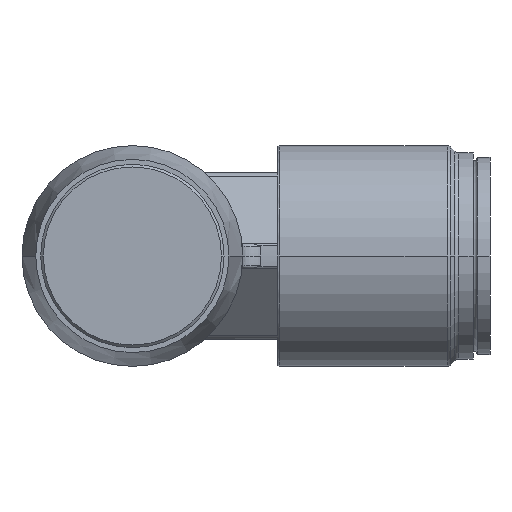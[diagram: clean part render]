
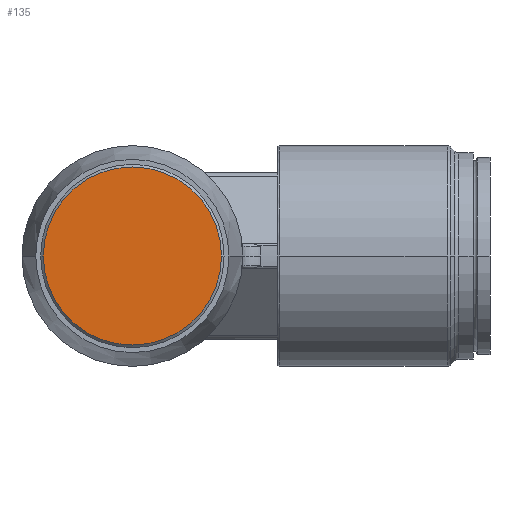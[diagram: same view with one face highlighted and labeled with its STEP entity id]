
A CAD part, left-side view. The second image highlights one B-rep face of the part: STEP entity #135.
In plain terms, the highlighted planar face has unit normal (-1, 0, 0).
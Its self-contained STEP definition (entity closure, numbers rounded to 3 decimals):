
#135=ADVANCED_FACE('',(#344),#345,.T.);
#344=FACE_OUTER_BOUND('',#580,.T.);
#345=PLANE('',#581);
#580=EDGE_LOOP('',(#1362,#1363));
#581=AXIS2_PLACEMENT_3D('',#1364,#1365,#1366);
#1362=ORIENTED_EDGE('',*,*,#1635,.T.);
#1363=ORIENTED_EDGE('',*,*,#1839,.T.);
#1364=CARTESIAN_POINT('',(-63.026,-3.45,0.0));
#1365=DIRECTION('',(-1.0,0.,0.0));
#1366=DIRECTION('',(0.,-1.0,0.0));
#1635=EDGE_CURVE('',#1975,#1979,#1981,.T.);
#1839=EDGE_CURVE('',#1979,#1975,#2310,.T.);
#1975=VERTEX_POINT('',#2518);
#1979=VERTEX_POINT('',#2523);
#1981=CIRCLE('',#2526,6.9);
#2310=CIRCLE('',#3134,6.9);
#2518=CARTESIAN_POINT('',(-63.026,-6.9,0.0));
#2523=CARTESIAN_POINT('',(-63.026,6.9,0.));
#2526=AXIS2_PLACEMENT_3D('',#3337,#3338,#3339);
#3134=AXIS2_PLACEMENT_3D('',#3703,#3704,#3705);
#3337=CARTESIAN_POINT('',(-63.026,0.,0.0));
#3338=DIRECTION('',(-1.0,0.,0.0));
#3339=DIRECTION('',(0.,-1.0,0.0));
#3703=CARTESIAN_POINT('',(-63.026,0.,0.0));
#3704=DIRECTION('',(-1.0,0.,0.0));
#3705=DIRECTION('',(0.,-1.0,0.0));
